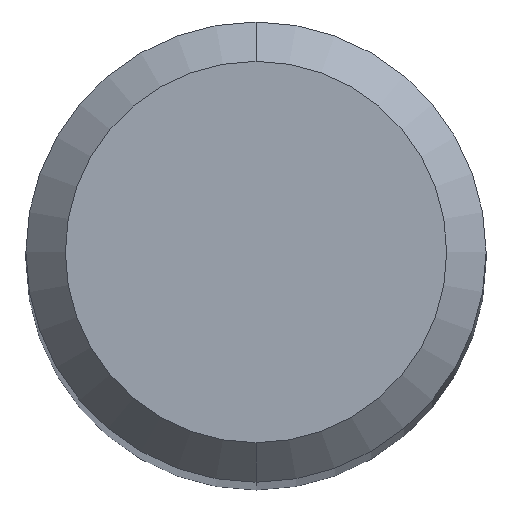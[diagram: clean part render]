
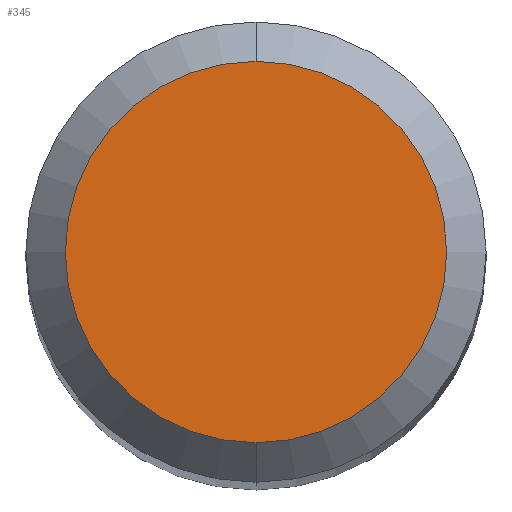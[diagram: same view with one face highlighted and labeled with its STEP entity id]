
A CAD part, top view. The second image highlights one B-rep face of the part: STEP entity #345.
In plain terms, the highlighted planar face has unit normal (0, 0, 1).
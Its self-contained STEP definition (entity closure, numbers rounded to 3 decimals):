
#239=VERTEX_POINT('',#630);
#253=EDGE_CURVE('',#523,#239,#644,.T.);
#345=ADVANCED_FACE('',(#742),#743,.T.);
#489=EDGE_CURVE('',#239,#523,#906,.T.);
#523=VERTEX_POINT('',#942);
#630=CARTESIAN_POINT('',(0.,-1.45,0.0));
#644=CIRCLE('',#1108,1.45);
#742=FACE_OUTER_BOUND('',#1250,.T.);
#743=PLANE('',#1251);
#906=CIRCLE('',#1544,1.45);
#942=CARTESIAN_POINT('',(0.0,1.45,0.0));
#1108=AXIS2_PLACEMENT_3D('',#1820,#1821,#1822);
#1250=EDGE_LOOP('',(#1916,#1917));
#1251=AXIS2_PLACEMENT_3D('',#1918,#1919,#1920);
#1544=AXIS2_PLACEMENT_3D('',#2121,#2122,#2123);
#1820=CARTESIAN_POINT('',(0.0,0.0,0.0));
#1821=DIRECTION('',(0.0,0.0,-1.0));
#1822=DIRECTION('',(0.0,1.0,0.0));
#1916=ORIENTED_EDGE('',*,*,#253,.F.);
#1917=ORIENTED_EDGE('',*,*,#489,.F.);
#1918=CARTESIAN_POINT('',(0.0,0.725,0.0));
#1919=DIRECTION('',(-0.0,0.0,1.0));
#1920=DIRECTION('',(0.0,-1.0,0.0));
#2121=CARTESIAN_POINT('',(0.0,0.0,0.0));
#2122=DIRECTION('',(0.0,0.0,-1.0));
#2123=DIRECTION('',(0.0,1.0,0.0));
